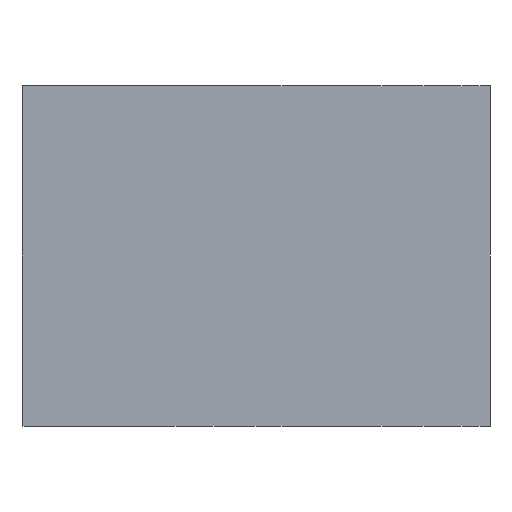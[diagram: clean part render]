
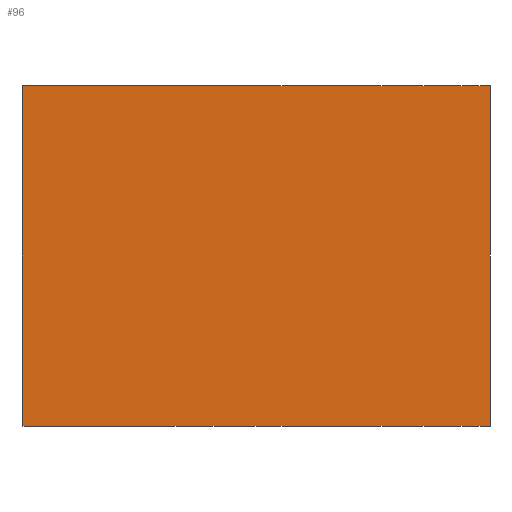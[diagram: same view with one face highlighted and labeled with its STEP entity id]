
A CAD part, front view. The second image highlights one B-rep face of the part: STEP entity #96.
In plain terms, the highlighted planar face has unit normal (0, -1, 0).
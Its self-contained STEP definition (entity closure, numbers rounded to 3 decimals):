
#32 = FACE_OUTER_BOUND ( 'NONE', #583, .T. ) ;
#46 = LINE ( 'NONE', #169, #541 ) ;
#52 = VECTOR ( 'NONE', #53, 1000. ) ;
#53 = DIRECTION ( 'NONE',  ( 0., 0., 1. ) ) ;
#61 = LINE ( 'NONE', #362, #594 ) ;
#66 = EDGE_CURVE ( 'NONE', #460, #287, #662, .T. ) ;
#75 = VERTEX_POINT ( 'NONE', #676 ) ;
#89 = DIRECTION ( 'NONE',  ( 0., 0., 1. ) ) ;
#96 = ADVANCED_FACE ( 'NONE', ( #32 ), #542, .F. ) ;
#135 = ORIENTED_EDGE ( 'NONE', *, *, #196, .F. ) ;
#159 = ORIENTED_EDGE ( 'NONE', *, *, #66, .F. ) ;
#164 = VERTEX_POINT ( 'NONE', #188 ) ;
#169 = CARTESIAN_POINT ( 'NONE',  ( 11., 0., 8. ) ) ;
#171 = DIRECTION ( 'NONE',  ( 0., 0., -1. ) ) ;
#188 = CARTESIAN_POINT ( 'NONE',  ( 11., 0., -8. ) ) ;
#196 = EDGE_CURVE ( 'NONE', #75, #460, #302, .T. ) ;
#241 = EDGE_CURVE ( 'NONE', #164, #75, #61, .T. ) ;
#287 = VERTEX_POINT ( 'NONE', #587 ) ;
#297 = DIRECTION ( 'NONE',  ( -1., 0., 0. ) ) ;
#302 = LINE ( 'NONE', #708, #52 ) ;
#308 = DIRECTION ( 'NONE',  ( 1., 0., 0. ) ) ;
#362 = CARTESIAN_POINT ( 'NONE',  ( 11., 0., -8. ) ) ;
#460 = VERTEX_POINT ( 'NONE', #732 ) ;
#537 = DIRECTION ( 'NONE',  ( 0., 1., 0. ) ) ;
#541 = VECTOR ( 'NONE', #171, 1000. ) ;
#542 = PLANE ( 'NONE',  #597 ) ;
#550 = ORIENTED_EDGE ( 'NONE', *, *, #570, .F. ) ;
#570 = EDGE_CURVE ( 'NONE', #287, #164, #46, .T. ) ;
#583 = EDGE_LOOP ( 'NONE', ( #550, #159, #135, #756 ) ) ;
#587 = CARTESIAN_POINT ( 'NONE',  ( 11., 0., 8. ) ) ;
#594 = VECTOR ( 'NONE', #297, 1000. ) ;
#597 = AXIS2_PLACEMENT_3D ( 'NONE', #729, #537, #89 ) ;
#625 = CARTESIAN_POINT ( 'NONE',  ( -11., 0., 8. ) ) ;
#659 = VECTOR ( 'NONE', #308, 1000. ) ;
#662 = LINE ( 'NONE', #625, #659 ) ;
#676 = CARTESIAN_POINT ( 'NONE',  ( -11., 0., -8. ) ) ;
#708 = CARTESIAN_POINT ( 'NONE',  ( -11., 0., -8. ) ) ;
#729 = CARTESIAN_POINT ( 'NONE',  ( 0., 0., 0. ) ) ;
#732 = CARTESIAN_POINT ( 'NONE',  ( -11., 0., 8. ) ) ;
#756 = ORIENTED_EDGE ( 'NONE', *, *, #241, .F. ) ;
